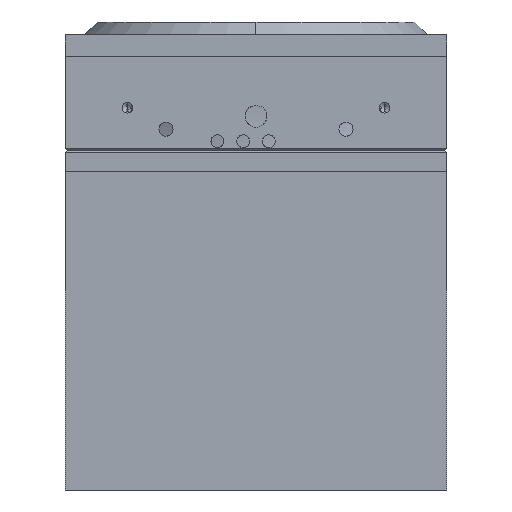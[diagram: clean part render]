
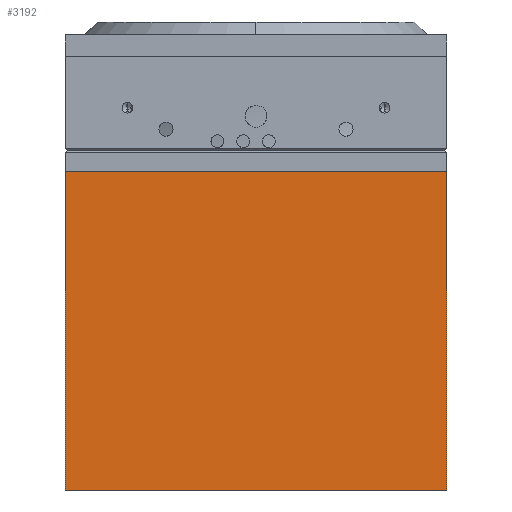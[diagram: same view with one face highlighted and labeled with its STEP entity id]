
A CAD part, left-side view. The second image highlights one B-rep face of the part: STEP entity #3192.
In plain terms, the highlighted planar face has unit normal (-1, 0, 0).
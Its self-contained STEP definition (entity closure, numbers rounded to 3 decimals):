
#1728 = CARTESIAN_POINT ( 'NONE',  ( -60.743, 59.559, 127.3 ) ) ;
#2944 = ORIENTED_EDGE ( 'NONE', *, *, #3496, .F. ) ;
#3192 = ADVANCED_FACE ( 'NONE', ( #47733 ), #31332, .F. ) ;
#3496 = EDGE_CURVE ( 'NONE', #43878, #54751, #18742, .T. ) ;
#3970 = EDGE_CURVE ( 'NONE', #51871, #54751, #5386, .T. ) ;
#3975 = VECTOR ( 'NONE', #56718, 1000. ) ;
#4000 = CARTESIAN_POINT ( 'NONE',  ( -60.743, 59.559, 53.1 ) ) ;
#4479 = CARTESIAN_POINT ( 'NONE',  ( -60.743, -29.441, 53.1 ) ) ;
#5386 = LINE ( 'NONE', #52239, #3975 ) ;
#13467 = ORIENTED_EDGE ( 'NONE', *, *, #41573, .T. ) ;
#18742 = LINE ( 'NONE', #4000, #36388 ) ;
#19135 = LINE ( 'NONE', #4479, #47345 ) ;
#19383 = CARTESIAN_POINT ( 'NONE',  ( -60.743, -29.441, 53.1 ) ) ;
#24034 = ORIENTED_EDGE ( 'NONE', *, *, #3970, .T. ) ;
#25270 = CARTESIAN_POINT ( 'NONE',  ( -60.743, -29.441, 53.1 ) ) ;
#26673 = VERTEX_POINT ( 'NONE', #19383 ) ;
#29995 = DIRECTION ( 'NONE',  ( 0., 0., 1. ) ) ;
#31070 = VECTOR ( 'NONE', #29995, 1000. ) ;
#31332 = PLANE ( 'NONE',  #47376 ) ;
#31963 = DIRECTION ( 'NONE',  ( 0., 1., 0. ) ) ;
#32148 = EDGE_LOOP ( 'NONE', ( #24034, #2944, #34098, #13467 ) ) ;
#34098 = ORIENTED_EDGE ( 'NONE', *, *, #45302, .F. ) ;
#34309 = CARTESIAN_POINT ( 'NONE',  ( -60.743, -29.441, 127.3 ) ) ;
#35640 = DIRECTION ( 'NONE',  ( 0., 0., 1. ) ) ;
#35874 = CARTESIAN_POINT ( 'NONE',  ( -60.743, -29.441, 53.1 ) ) ;
#36388 = VECTOR ( 'NONE', #35640, 1000. ) ;
#38185 = DIRECTION ( 'NONE',  ( 0., -1., 0. ) ) ;
#41573 = EDGE_CURVE ( 'NONE', #26673, #51871, #53547, .T. ) ;
#43878 = VERTEX_POINT ( 'NONE', #45004 ) ;
#45004 = CARTESIAN_POINT ( 'NONE',  ( -60.743, 59.559, 53.1 ) ) ;
#45302 = EDGE_CURVE ( 'NONE', #26673, #43878, #19135, .T. ) ;
#47345 = VECTOR ( 'NONE', #31963, 1000. ) ;
#47376 = AXIS2_PLACEMENT_3D ( 'NONE', #35874, #49615, #38185 ) ;
#47733 = FACE_OUTER_BOUND ( 'NONE', #32148, .T. ) ;
#49615 = DIRECTION ( 'NONE',  ( 1., 0., 0. ) ) ;
#51871 = VERTEX_POINT ( 'NONE', #34309 ) ;
#52239 = CARTESIAN_POINT ( 'NONE',  ( -60.743, -29.441, 127.3 ) ) ;
#53547 = LINE ( 'NONE', #25270, #31070 ) ;
#54751 = VERTEX_POINT ( 'NONE', #1728 ) ;
#56718 = DIRECTION ( 'NONE',  ( 0., 1., 0. ) ) ;
